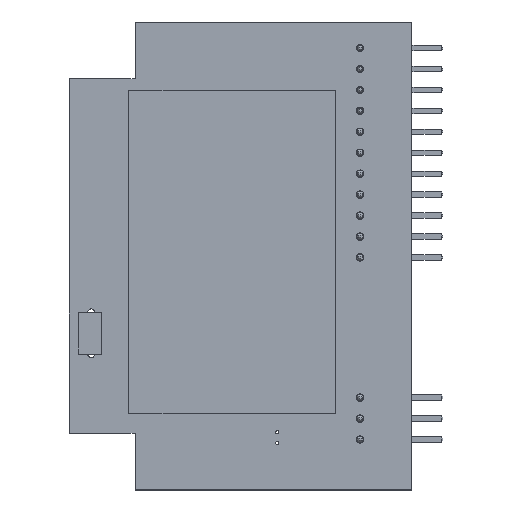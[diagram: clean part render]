
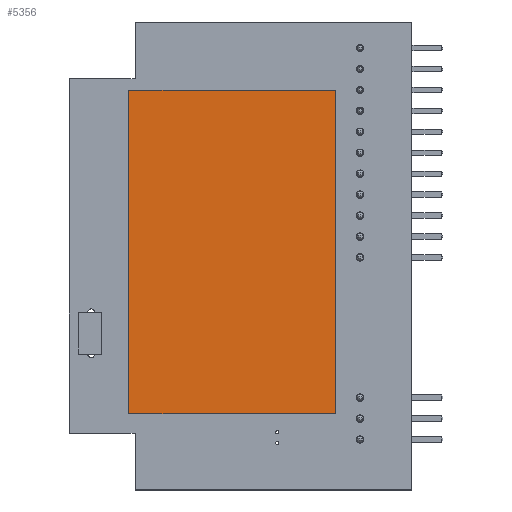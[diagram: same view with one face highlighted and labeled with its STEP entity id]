
A CAD part, top view. The second image highlights one B-rep face of the part: STEP entity #5356.
In plain terms, the highlighted planar face has unit normal (0, 0, 1).
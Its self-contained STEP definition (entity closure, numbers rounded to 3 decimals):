
#5042 = VERTEX_POINT('',#5043);
#5043 = CARTESIAN_POINT('',(12.525,-19.6,5.5));
#5050 = PLANE('',#5051);
#5051 = AXIS2_PLACEMENT_3D('',#5052,#5053,#5054);
#5052 = CARTESIAN_POINT('',(12.525,-19.6,0.));
#5053 = DIRECTION('',(-1.,0.,0.));
#5054 = DIRECTION('',(0.,1.,0.));
#5062 = PLANE('',#5063);
#5063 = AXIS2_PLACEMENT_3D('',#5064,#5065,#5066);
#5064 = CARTESIAN_POINT('',(-12.525,-19.6,0.));
#5065 = DIRECTION('',(0.,1.,0.));
#5066 = DIRECTION('',(1.,0.,0.));
#5074 = EDGE_CURVE('',#5042,#5075,#5077,.T.);
#5075 = VERTEX_POINT('',#5076);
#5076 = CARTESIAN_POINT('',(12.525,19.6,5.5));
#5077 = SURFACE_CURVE('',#5078,(#5082,#5089),.PCURVE_S1.);
#5078 = LINE('',#5079,#5080);
#5079 = CARTESIAN_POINT('',(12.525,-19.6,5.5));
#5080 = VECTOR('',#5081,1.);
#5081 = DIRECTION('',(0.,1.,0.));
#5082 = PCURVE('',#5050,#5083);
#5083 = DEFINITIONAL_REPRESENTATION('',(#5084),#5088);
#5084 = LINE('',#5085,#5086);
#5085 = CARTESIAN_POINT('',(0.,-5.5));
#5086 = VECTOR('',#5087,1.);
#5087 = DIRECTION('',(1.,0.));
#5088 = ( GEOMETRIC_REPRESENTATION_CONTEXT(2) 
PARAMETRIC_REPRESENTATION_CONTEXT() REPRESENTATION_CONTEXT('2D SPACE',''
  ) );
#5089 = PCURVE('',#5090,#5095);
#5090 = PLANE('',#5091);
#5091 = AXIS2_PLACEMENT_3D('',#5092,#5093,#5094);
#5092 = CARTESIAN_POINT('',(12.525,-19.6,5.5));
#5093 = DIRECTION('',(0.,0.,-1.));
#5094 = DIRECTION('',(-1.,0.,0.));
#5095 = DEFINITIONAL_REPRESENTATION('',(#5096),#5100);
#5096 = LINE('',#5097,#5098);
#5097 = CARTESIAN_POINT('',(0.,0.));
#5098 = VECTOR('',#5099,1.);
#5099 = DIRECTION('',(0.,1.));
#5100 = ( GEOMETRIC_REPRESENTATION_CONTEXT(2) 
PARAMETRIC_REPRESENTATION_CONTEXT() REPRESENTATION_CONTEXT('2D SPACE',''
  ) );
#5118 = PLANE('',#5119);
#5119 = AXIS2_PLACEMENT_3D('',#5120,#5121,#5122);
#5120 = CARTESIAN_POINT('',(12.525,19.6,0.));
#5121 = DIRECTION('',(0.,-1.,0.));
#5122 = DIRECTION('',(-1.,0.,0.));
#5160 = EDGE_CURVE('',#5075,#5161,#5163,.T.);
#5161 = VERTEX_POINT('',#5162);
#5162 = CARTESIAN_POINT('',(-12.525,19.6,5.5));
#5163 = SURFACE_CURVE('',#5164,(#5168,#5175),.PCURVE_S1.);
#5164 = LINE('',#5165,#5166);
#5165 = CARTESIAN_POINT('',(12.525,19.6,5.5));
#5166 = VECTOR('',#5167,1.);
#5167 = DIRECTION('',(-1.,0.,0.));
#5168 = PCURVE('',#5118,#5169);
#5169 = DEFINITIONAL_REPRESENTATION('',(#5170),#5174);
#5170 = LINE('',#5171,#5172);
#5171 = CARTESIAN_POINT('',(0.,-5.5));
#5172 = VECTOR('',#5173,1.);
#5173 = DIRECTION('',(1.,0.));
#5174 = ( GEOMETRIC_REPRESENTATION_CONTEXT(2) 
PARAMETRIC_REPRESENTATION_CONTEXT() REPRESENTATION_CONTEXT('2D SPACE',''
  ) );
#5175 = PCURVE('',#5090,#5176);
#5176 = DEFINITIONAL_REPRESENTATION('',(#5177),#5181);
#5177 = LINE('',#5178,#5179);
#5178 = CARTESIAN_POINT('',(0.,39.2));
#5179 = VECTOR('',#5180,1.);
#5180 = DIRECTION('',(1.,0.));
#5181 = ( GEOMETRIC_REPRESENTATION_CONTEXT(2) 
PARAMETRIC_REPRESENTATION_CONTEXT() REPRESENTATION_CONTEXT('2D SPACE',''
  ) );
#5199 = PLANE('',#5200);
#5200 = AXIS2_PLACEMENT_3D('',#5201,#5202,#5203);
#5201 = CARTESIAN_POINT('',(-12.525,19.6,0.));
#5202 = DIRECTION('',(1.,0.,0.));
#5203 = DIRECTION('',(0.,-1.,0.));
#5236 = EDGE_CURVE('',#5161,#5237,#5239,.T.);
#5237 = VERTEX_POINT('',#5238);
#5238 = CARTESIAN_POINT('',(-12.525,-19.6,5.5));
#5239 = SURFACE_CURVE('',#5240,(#5244,#5251),.PCURVE_S1.);
#5240 = LINE('',#5241,#5242);
#5241 = CARTESIAN_POINT('',(-12.525,19.6,5.5));
#5242 = VECTOR('',#5243,1.);
#5243 = DIRECTION('',(0.,-1.,0.));
#5244 = PCURVE('',#5199,#5245);
#5245 = DEFINITIONAL_REPRESENTATION('',(#5246),#5250);
#5246 = LINE('',#5247,#5248);
#5247 = CARTESIAN_POINT('',(0.,-5.5));
#5248 = VECTOR('',#5249,1.);
#5249 = DIRECTION('',(1.,0.));
#5250 = ( GEOMETRIC_REPRESENTATION_CONTEXT(2) 
PARAMETRIC_REPRESENTATION_CONTEXT() REPRESENTATION_CONTEXT('2D SPACE',''
  ) );
#5251 = PCURVE('',#5090,#5252);
#5252 = DEFINITIONAL_REPRESENTATION('',(#5253),#5257);
#5253 = LINE('',#5254,#5255);
#5254 = CARTESIAN_POINT('',(25.05,39.2));
#5255 = VECTOR('',#5256,1.);
#5256 = DIRECTION('',(0.,-1.));
#5257 = ( GEOMETRIC_REPRESENTATION_CONTEXT(2) 
PARAMETRIC_REPRESENTATION_CONTEXT() REPRESENTATION_CONTEXT('2D SPACE',''
  ) );
#5307 = EDGE_CURVE('',#5237,#5042,#5308,.T.);
#5308 = SURFACE_CURVE('',#5309,(#5313,#5320),.PCURVE_S1.);
#5309 = LINE('',#5310,#5311);
#5310 = CARTESIAN_POINT('',(-12.525,-19.6,5.5));
#5311 = VECTOR('',#5312,1.);
#5312 = DIRECTION('',(1.,0.,0.));
#5313 = PCURVE('',#5062,#5314);
#5314 = DEFINITIONAL_REPRESENTATION('',(#5315),#5319);
#5315 = LINE('',#5316,#5317);
#5316 = CARTESIAN_POINT('',(0.,-5.5));
#5317 = VECTOR('',#5318,1.);
#5318 = DIRECTION('',(1.,0.));
#5319 = ( GEOMETRIC_REPRESENTATION_CONTEXT(2) 
PARAMETRIC_REPRESENTATION_CONTEXT() REPRESENTATION_CONTEXT('2D SPACE',''
  ) );
#5320 = PCURVE('',#5090,#5321);
#5321 = DEFINITIONAL_REPRESENTATION('',(#5322),#5326);
#5322 = LINE('',#5323,#5324);
#5323 = CARTESIAN_POINT('',(25.05,0.));
#5324 = VECTOR('',#5325,1.);
#5325 = DIRECTION('',(-1.,0.));
#5326 = ( GEOMETRIC_REPRESENTATION_CONTEXT(2) 
PARAMETRIC_REPRESENTATION_CONTEXT() REPRESENTATION_CONTEXT('2D SPACE',''
  ) );
#5356 = ADVANCED_FACE('',(#5357),#5090,.F.);
#5357 = FACE_BOUND('',#5358,.T.);
#5358 = EDGE_LOOP('',(#5359,#5360,#5361,#5362));
#5359 = ORIENTED_EDGE('',*,*,#5074,.T.);
#5360 = ORIENTED_EDGE('',*,*,#5160,.T.);
#5361 = ORIENTED_EDGE('',*,*,#5236,.T.);
#5362 = ORIENTED_EDGE('',*,*,#5307,.T.);
